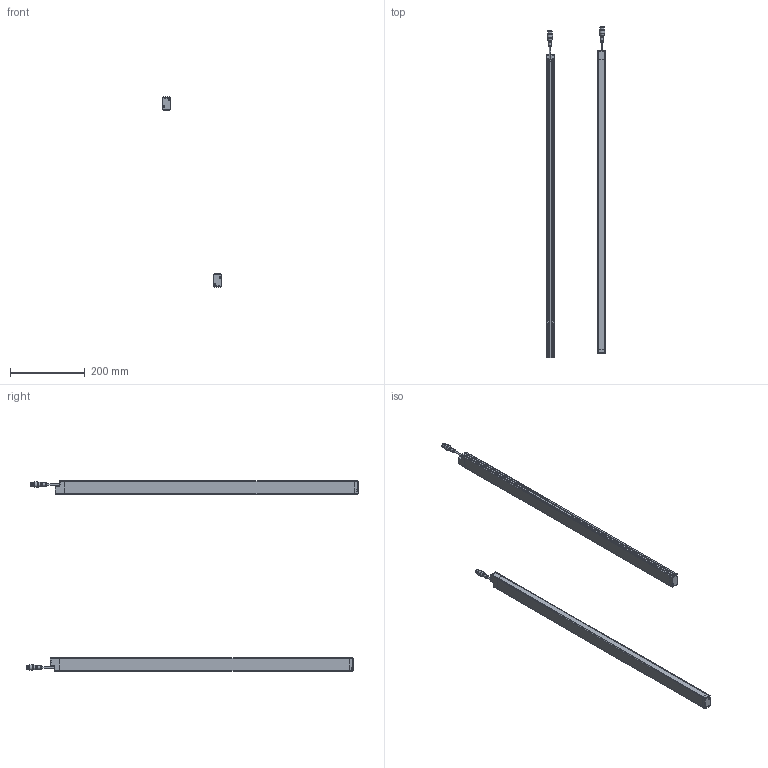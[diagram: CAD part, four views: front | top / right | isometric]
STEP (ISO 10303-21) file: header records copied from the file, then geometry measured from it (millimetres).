
FILE_DESCRIPTION( ( 'Unknown' ), '1' );
FILE_NAME( 'CX_080_fig.stp', 'Unknown', ( 'Unknown' ), ( 'Unknown' ), 'PSStep 16.0.42', 'Unknown', ' ' );
FILE_SCHEMA( ( 'AUTOMOTIVE_DESIGN { 1 0 10303 214 1 1 1 1 }' ) );
Length unit declared in the file: millimetre
Products named in the file (15): Assem1
Assembly tree (14 placements, depth 2):
  Assem1
    (unnamed)
    (unnamed)
    (unnamed)
    (unnamed)
    (unnamed)
    (unnamed)
    (unnamed)
    (unnamed)
    (unnamed)
    (unnamed)
    (unnamed)
    (unnamed)
    (unnamed)
    (unnamed)
Bounding box: 156.29 x 886.84 x 507.67 mm (x, y, z)
Volume: 1119004.9 mm3; surface area: 266327.5 mm2
Topology: 14 solids, 14 shells, 638 faces, 1486 edges, 896 vertices
Faces by surface type: cylinder 262, plane 206, torus 114, cone 42, sphere 8, bspline 6
Full cylindrical faces by diameter (mm): 2.013 x8, 2.5 x2, 2.8 x8, 4.5 x2, 4.7 x2, 6.5 x2, 8 x2, 8.736 x2, 9.534 x2, 10.132 x4, 10.332 x2, 10.531 x4, 11.928 x2, 13.424 x2, 14.422 x2
Entity records: 18293 total; most frequent: CARTESIAN_POINT 3683, DIRECTION 3296, ORIENTED_EDGE 2708, EDGE_CURVE 1354, AXIS2_PLACEMENT_3D 1323, VERTEX_POINT 874, EDGE_LOOP 766, FACE_OUTER_BOUND 704
